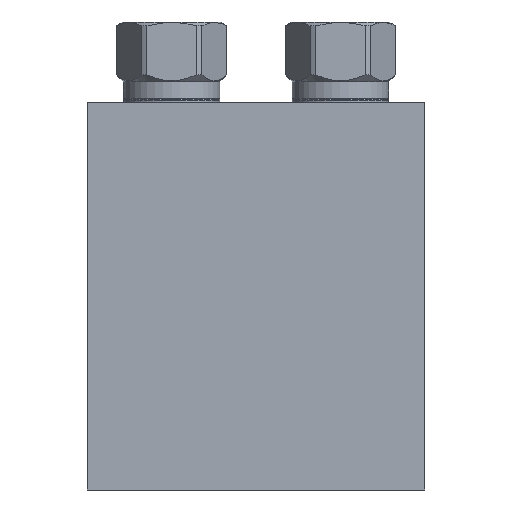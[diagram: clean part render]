
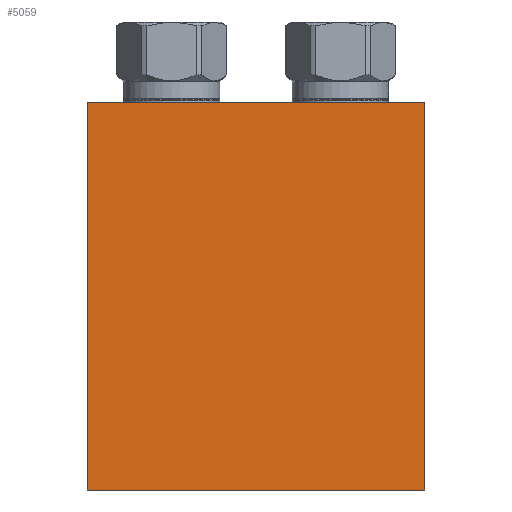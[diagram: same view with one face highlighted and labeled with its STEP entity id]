
A CAD part, left-side view. The second image highlights one B-rep face of the part: STEP entity #5059.
In plain terms, the highlighted planar face has unit normal (-1, 0, 0).
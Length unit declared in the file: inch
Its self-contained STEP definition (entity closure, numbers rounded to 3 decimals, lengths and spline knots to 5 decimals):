
#1=DIRECTION('',(0.,-1.,0.));
#2=VECTOR('',#1,3.);
#3=CARTESIAN_POINT('',(0.,0.,0.));
#4=LINE('',#3,#2);
#77=DIRECTION('',(0.,0.,1.));
#78=VECTOR('',#77,3.438);
#79=CARTESIAN_POINT('',(0.,0.,0.));
#80=LINE('',#79,#78);
#139=DIRECTION('',(0.,0.,1.));
#140=VECTOR('',#139,3.438);
#141=CARTESIAN_POINT('',(0.,-3.,0.));
#142=LINE('',#141,#140);
#153=DIRECTION('',(0.,-1.,0.));
#154=VECTOR('',#153,3.);
#155=CARTESIAN_POINT('',(0.,0.,3.438));
#156=LINE('',#155,#154);
#4378=CARTESIAN_POINT('',(0.,0.,0.));
#4379=CARTESIAN_POINT('',(0.,-3.,0.));
#4380=VERTEX_POINT('',#4378);
#4381=VERTEX_POINT('',#4379);
#4386=CARTESIAN_POINT('',(0.,0.,3.438));
#4387=CARTESIAN_POINT('',(0.,-3.,3.438));
#4388=VERTEX_POINT('',#4386);
#4389=VERTEX_POINT('',#4387);
#5045=CARTESIAN_POINT('',(0.,0.,0.));
#5046=DIRECTION('',(-1.,0.,0.));
#5047=DIRECTION('',(0.,-1.,0.));
#5048=AXIS2_PLACEMENT_3D('',#5045,#5046,#5047);
#5049=PLANE('',#5048);
#5050=ORIENTED_EDGE('',*,*,#4998,.F.);
#5052=ORIENTED_EDGE('',*,*,#5051,.T.);
#5054=ORIENTED_EDGE('',*,*,#5053,.T.);
#5056=ORIENTED_EDGE('',*,*,#5055,.F.);
#5057=EDGE_LOOP('',(#5050,#5052,#5054,#5056));
#5058=FACE_OUTER_BOUND('',#5057,.F.);
#5059=ADVANCED_FACE('',(#5058),#5049,.T.);
#4998=EDGE_CURVE('',#4380,#4381,#4,.T.);
#5051=EDGE_CURVE('',#4380,#4388,#80,.T.);
#5053=EDGE_CURVE('',#4388,#4389,#156,.T.);
#5055=EDGE_CURVE('',#4381,#4389,#142,.T.);
